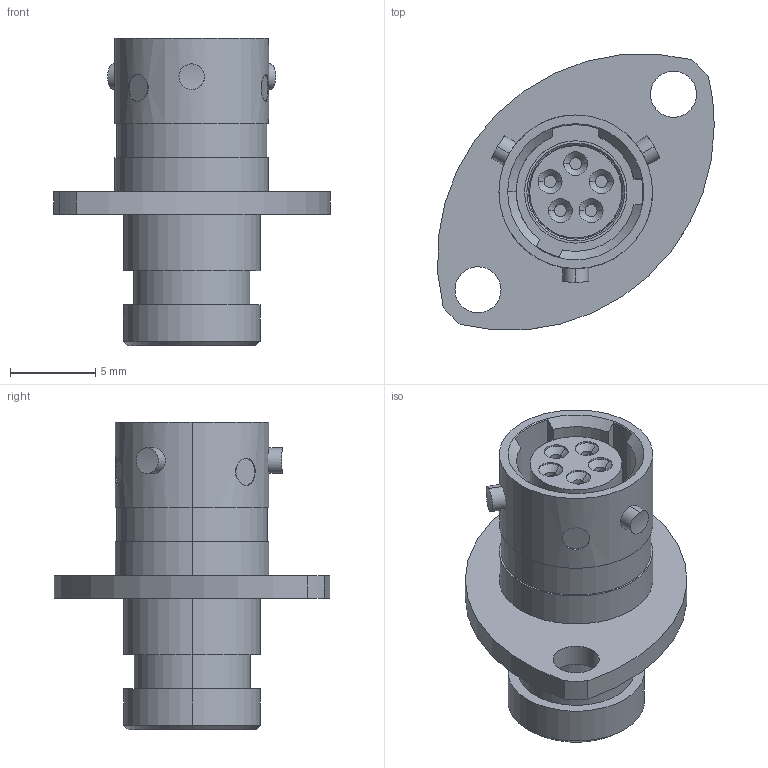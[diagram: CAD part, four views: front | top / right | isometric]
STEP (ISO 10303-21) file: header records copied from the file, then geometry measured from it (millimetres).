
FILE_DESCRIPTION (( 'STEP AP214' ), '1' );
FILE_NAME ('ASU003-05SC-HE.STEP', '2020-02-27T11:02:20', ( 'TE Connectivity' ), ( 'TE Connectivity' ), 'SwSTEP 2.0', 'SolidWorks 2016', '' );
FILE_SCHEMA (( 'AUTOMOTIVE_DESIGN' ));
Length unit declared in the file: millimetre
Products named in the file (1): ASU003-05SC-HE
Bounding box: 16.19 x 16.15 x 18.01 mm (x, y, z)
Volume: 949.1 mm3; surface area: 2121.3 mm2
Topology: 8 solids, 8 shells, 320 faces, 711 edges, 433 vertices
Faces by surface type: cylinder 170, cone 66, plane 62, torus 22
Entity records: 12805 total; most frequent: CARTESIAN_POINT 1765, DIRECTION 1718, ORIENTED_EDGE 1422, AXIS2_PLACEMENT_3D 714, EDGE_CURVE 711, VERTEX_POINT 433, CIRCLE 393, EDGE_LOOP 376
